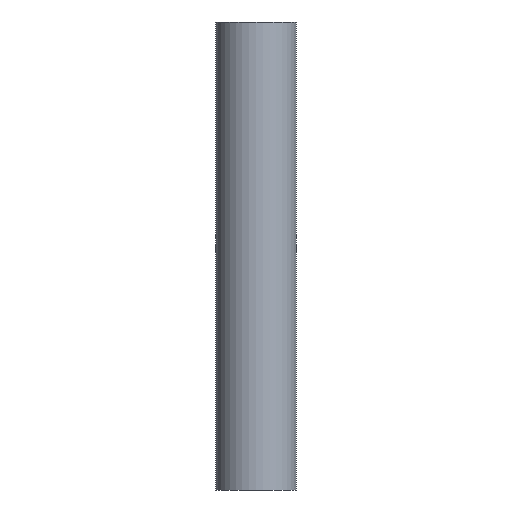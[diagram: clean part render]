
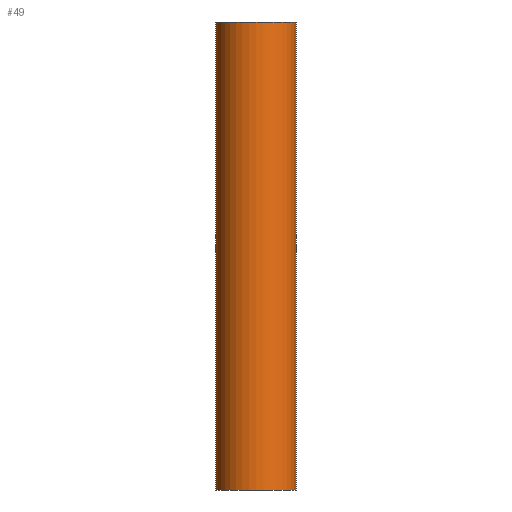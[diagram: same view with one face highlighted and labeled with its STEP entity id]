
A CAD part, front view. The second image highlights one B-rep face of the part: STEP entity #49.
In plain terms, the highlighted cylindrical face has radius 2.5 mm (diameter 5 mm), a full revolution.
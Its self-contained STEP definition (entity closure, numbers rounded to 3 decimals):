
#49=ADVANCED_FACE('',(#69,#71,#73),#75,.T.);
#69=FACE_OUTER_BOUND('',#70,.T.);
#70=EDGE_LOOP('',(#142));
#71=FACE_OUTER_BOUND('',#72,.T.);
#72=EDGE_LOOP('',(#143));
#73=FACE_BOUND('',#74,.T.);
#74=EDGE_LOOP('',(#144,#145,#146,#147));
#75=CYLINDRICAL_SURFACE('',#76,2.5);
#76=AXIS2_PLACEMENT_3D('',#77,#78,#79);
#77=CARTESIAN_POINT('',(0.,-5.75,0.));
#78=DIRECTION('',(0.,0.,1.));
#79=DIRECTION('',(-0.4,0.917,0.));
#142=ORIENTED_EDGE('',*,*,#174,.F.);
#143=ORIENTED_EDGE('',*,*,#175,.F.);
#144=ORIENTED_EDGE('',*,*,#176,.T.);
#145=ORIENTED_EDGE('',*,*,#177,.T.);
#146=ORIENTED_EDGE('',*,*,#178,.F.);
#147=ORIENTED_EDGE('',*,*,#179,.T.);
#174=EDGE_CURVE('',#196,#196,#197,.T.);
#175=EDGE_CURVE('',#198,#198,#199,.T.);
#176=EDGE_CURVE('',#200,#201,#202,.T.);
#177=EDGE_CURVE('',#201,#203,#204,.T.);
#178=EDGE_CURVE('',#205,#203,#206,.T.);
#179=EDGE_CURVE('',#205,#200,#207,.T.);
#196=VERTEX_POINT('',#240);
#197=CIRCLE('',#241,2.5);
#198=VERTEX_POINT('',#245);
#199=CIRCLE('',#246,2.5);
#200=VERTEX_POINT('',#250);
#201=VERTEX_POINT('',#251);
#202=LINE('',#252,#253);
#203=VERTEX_POINT('',#255);
#204=CIRCLE('',#256,2.5);
#205=VERTEX_POINT('',#260);
#206=LINE('',#261,#262);
#207=CIRCLE('',#264,2.5);
#240=CARTESIAN_POINT('',(-2.5,-5.75,19.));
#241=AXIS2_PLACEMENT_3D('',#242,#243,#244);
#242=CARTESIAN_POINT('',(0.,-5.75,19.));
#243=DIRECTION('',(0.,0.,1.));
#244=DIRECTION('',(-1.,0.,0.));
#245=CARTESIAN_POINT('',(-2.5,-5.75,-10.));
#246=AXIS2_PLACEMENT_3D('',#247,#248,#249);
#247=CARTESIAN_POINT('',(0.,-5.75,-10.));
#248=DIRECTION('',(0.,0.,-1.));
#249=DIRECTION('',(-1.,0.,0.));
#250=CARTESIAN_POINT('',(1.,-3.459,0.));
#251=CARTESIAN_POINT('',(1.,-3.459,9.));
#252=CARTESIAN_POINT('',(1.,-3.459,0.));
#253=VECTOR('',#254,1.);
#254=DIRECTION('',(0.,0.,1.));
#255=CARTESIAN_POINT('',(-1.,-3.459,9.));
#256=AXIS2_PLACEMENT_3D('',#257,#258,#259);
#257=CARTESIAN_POINT('',(0.,-5.75,9.));
#258=DIRECTION('',(0.,0.,1.));
#259=DIRECTION('',(0.4,0.917,0.));
#260=CARTESIAN_POINT('',(-1.,-3.459,0.));
#261=CARTESIAN_POINT('',(-1.,-3.459,0.));
#262=VECTOR('',#263,1.);
#263=DIRECTION('',(0.,0.,1.));
#264=AXIS2_PLACEMENT_3D('',#265,#266,#267);
#265=CARTESIAN_POINT('',(0.,-5.75,0.));
#266=DIRECTION('',(0.,0.,-1.));
#267=DIRECTION('',(-0.4,0.917,0.));
